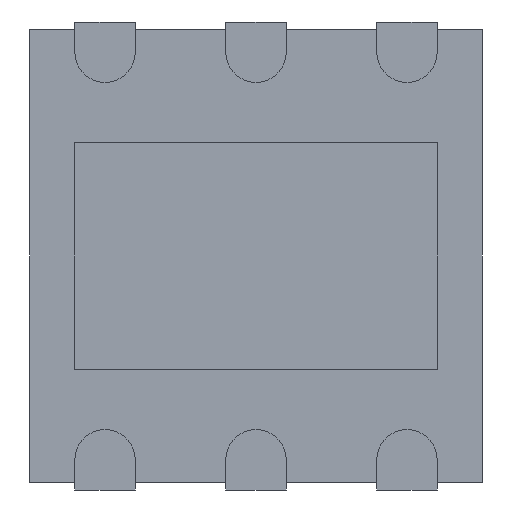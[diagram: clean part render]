
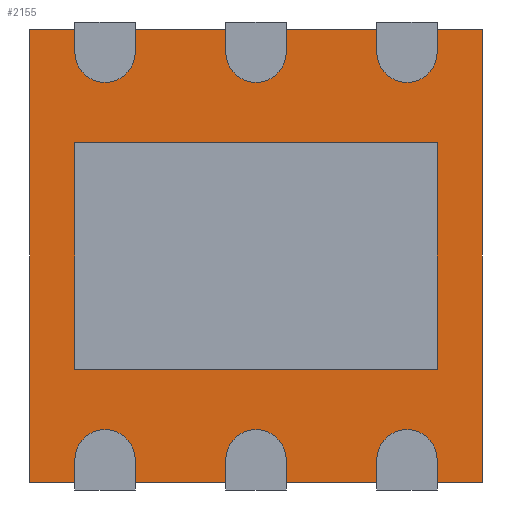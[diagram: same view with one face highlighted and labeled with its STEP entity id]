
A CAD part, front view. The second image highlights one B-rep face of the part: STEP entity #2155.
In plain terms, the highlighted planar face has unit normal (0, -1, 0).
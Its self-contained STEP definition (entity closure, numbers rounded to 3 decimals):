
#1998 = CARTESIAN_POINT ( 'NONE',  ( -1.5, 0.05, -1.5 ) ) ;
#1999 = VERTEX_POINT ( 'NONE', #1998 ) ;
#2000 = CARTESIAN_POINT ( 'NONE',  ( -1.5, 0.05, 1.5 ) ) ;
#2001 = VERTEX_POINT ( 'NONE', #2000 ) ;
#2002 = CARTESIAN_POINT ( 'NONE',  ( -1.5, 0.05, 1.5 ) ) ;
#2003 = DIRECTION ( 'NONE',  ( 0., 0., 1. ) ) ;
#2004 = VECTOR ( 'NONE', #2003, 1000. ) ;
#2005 = LINE ( 'NONE', #2002, #2004 ) ;
#2006 = EDGE_CURVE ( 'NONE', #1999, #2001, #2005, .T. ) ;
#2038 = CARTESIAN_POINT ( 'NONE',  ( 1.5, 0.05, 1.5 ) ) ;
#2039 = VERTEX_POINT ( 'NONE', #2038 ) ;
#2040 = CARTESIAN_POINT ( 'NONE',  ( 1.5, 0.05, 1.5 ) ) ;
#2041 = DIRECTION ( 'NONE',  ( 1., 0., 0. ) ) ;
#2042 = VECTOR ( 'NONE', #2041, 1000. ) ;
#2043 = LINE ( 'NONE', #2040, #2042 ) ;
#2044 = EDGE_CURVE ( 'NONE', #2001, #2039, #2043, .T. ) ;
#2069 = CARTESIAN_POINT ( 'NONE',  ( 1.5, 0.05, -1.5 ) ) ;
#2070 = VERTEX_POINT ( 'NONE', #2069 ) ;
#2071 = CARTESIAN_POINT ( 'NONE',  ( 1.5, 0.05, 1.5 ) ) ;
#2072 = DIRECTION ( 'NONE',  ( 0., 0., -1. ) ) ;
#2073 = VECTOR ( 'NONE', #2072, 1000. ) ;
#2074 = LINE ( 'NONE', #2071, #2073 ) ;
#2075 = EDGE_CURVE ( 'NONE', #2039, #2070, #2074, .T. ) ;
#2100 = CARTESIAN_POINT ( 'NONE',  ( 1.5, 0.05, -1.5 ) ) ;
#2101 = DIRECTION ( 'NONE',  ( -1., 0., 0. ) ) ;
#2102 = VECTOR ( 'NONE', #2101, 1000. ) ;
#2103 = LINE ( 'NONE', #2100, #2102 ) ;
#2104 = EDGE_CURVE ( 'NONE', #2070, #1999, #2103, .T. ) ;
#2144 = ORIENTED_EDGE ( 'NONE', *, *, #2006, .F. ) ;
#2145 = ORIENTED_EDGE ( 'NONE', *, *, #2104, .F. ) ;
#2146 = ORIENTED_EDGE ( 'NONE', *, *, #2075, .F. ) ;
#2147 = ORIENTED_EDGE ( 'NONE', *, *, #2044, .F. ) ;
#2148 = EDGE_LOOP ( 'NONE', ( #2144, #2145, #2146, #2147 ) ) ;
#2149 = FACE_OUTER_BOUND ( 'NONE', #2148, .T. ) ;
#2150 = CARTESIAN_POINT ( 'NONE',  ( 0., 0.05, 0. ) ) ;
#2151 = DIRECTION ( 'NONE',  ( 0., 1., 0. ) ) ;
#2152 = DIRECTION ( 'NONE',  ( 0., 0., 1. ) ) ;
#2153 = AXIS2_PLACEMENT_3D ( 'NONE', #2150, #2151, #2152 ) ;
#2154 = PLANE ( 'NONE', #2153 ) ;
#2155 = ADVANCED_FACE ( 'NONE', ( #2149 ), #2154, .F. ) ;
